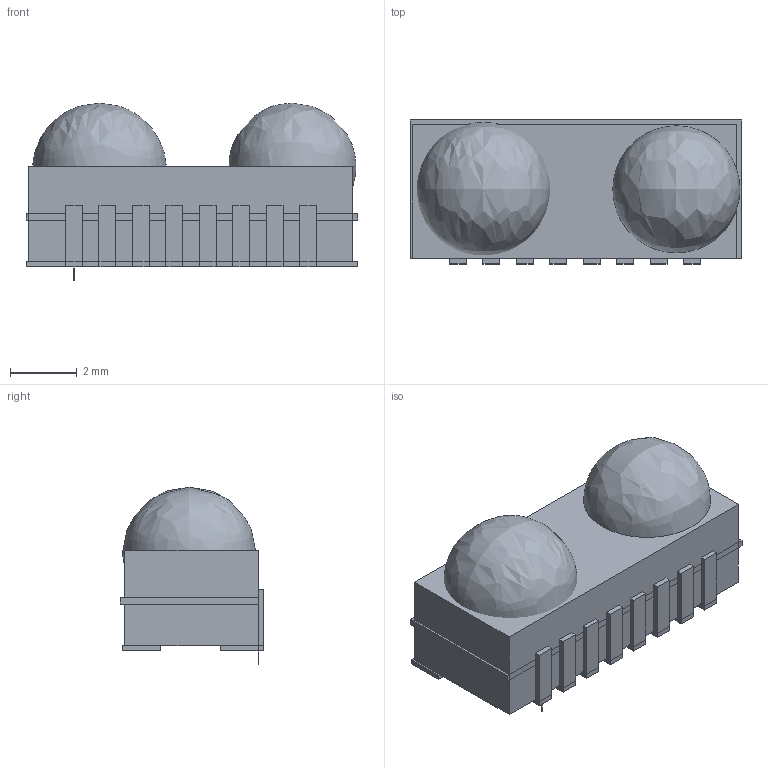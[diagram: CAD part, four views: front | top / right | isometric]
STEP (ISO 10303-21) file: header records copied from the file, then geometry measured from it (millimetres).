
FILE_DESCRIPTION (( 'STEP AP214' ), '1' );
FILE_NAME ('User Library-TFDU4101.STEP', '2022-04-30T15:17:36', ( '' ), ( '' ), 'SwSTEP 2.0', 'SolidWorks 2021', '' );
FILE_SCHEMA (( 'AUTOMOTIVE_DESIGN' ));
Length unit declared in the file: millimetre
Products named in the file (17): Extruded4; Sphere1; Extruded3; Board; 352700112; 352700368; Extruded2; Extruded; User Library-TFDU4101; 352700624; 352468784; 352469232; 352700240; Sphere; Extruded1; Open CASCADE STEP translator 6.2 189.2; 352699984
Assembly tree (30 placements, depth 4):
  User Library-TFDU4101
    Open CASCADE STEP translator 6.2 189.2
      352700368  x8
        Extruded2
      352700240  x8
        Extruded1
      352468784
        Sphere1
      352699984
        Extruded4
      352700112
        Extruded3
      352700624
        Extruded
      352469232
        Sphere
    Board
Bounding box: 9.91 x 4.31 x 5.32 mm (x, y, z)
Volume: 184.7 mm3; surface area: 400.7 mm2
Topology: 22 solids, 22 shells, 124 faces, 252 edges, 164 vertices
Faces by surface type: plane 120, bspline 4
Entity records: 1734 total; most frequent: CARTESIAN_POINT 269, DIRECTION 234, ORIENTED_EDGE 152, AXIS2_PLACEMENT_3D 81, EDGE_CURVE 76, VECTOR 72, LINE 72, VERTEX_POINT 52
